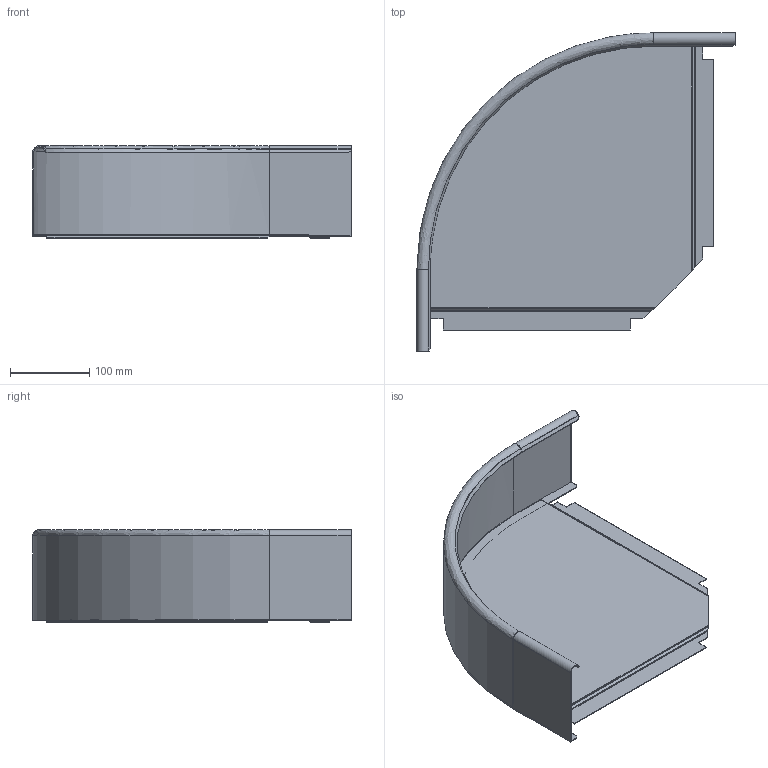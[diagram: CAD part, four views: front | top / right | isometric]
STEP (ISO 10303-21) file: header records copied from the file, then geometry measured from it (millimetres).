
FILE_DESCRIPTION(/* description */ (''),/* implementation_level */ '2;1');
FILE_NAME(/* name */ '7127320',/* time_stamp */ '2016-02-11T18:29:40+01:00',/* author */ (''),/* organization */ (''),/* preprocessor_version */ 'ST-DEVELOPER v15',/* originating_system */ '',/* authorisation */ '');
FILE_SCHEMA (('CONFIG_CONTROL_DESIGN'));
Length unit declared in the file: millimetre
Products named in the file (2): Document; Block 01
Assembly tree (1 placements, depth 2):
  Document
    Block 01
Bounding box: 401.5 x 401.5 x 116.75 mm (x, y, z)
Volume: 233683.1 mm3; surface area: 423102.1 mm2
Topology: 2 solids, 2 shells, 86 faces, 206 edges, 124 vertices
Faces by surface type: plane 55, bspline 31
Entity records: 2871 total; most frequent: CARTESIAN_POINT 1353, ORIENTED_EDGE 412, EDGE_CURVE 206, B_SPLINE_CURVE_WITH_KNOTS 159, VERTEX_POINT 124, ADVANCED_FACE 86, FACE_OUTER_BOUND 86, EDGE_LOOP 86
